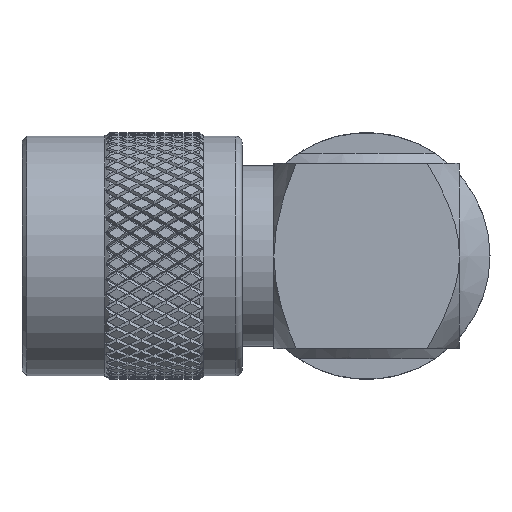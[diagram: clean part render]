
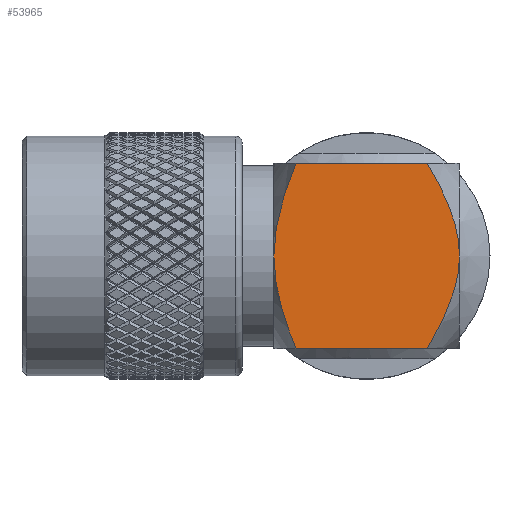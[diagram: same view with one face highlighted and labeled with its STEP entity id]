
A CAD part, left-side view. The second image highlights one B-rep face of the part: STEP entity #53965.
In plain terms, the highlighted planar face has unit normal (-1, 0, 0).
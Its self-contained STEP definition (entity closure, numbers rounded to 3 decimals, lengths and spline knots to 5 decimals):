
#3785 = CARTESIAN_POINT ( 'NONE',  ( -0.2815, 0.24818, 0.19015 ) ) ;
#4575 = CARTESIAN_POINT ( 'NONE',  ( -0.2815, -0.20875, -0.238 ) ) ;
#4808 = PLANE ( 'NONE',  #23807 ) ;
#5066 = EDGE_CURVE ( 'NONE', #85554, #9825, #20044, .T. ) ;
#5091 = FACE_OUTER_BOUND ( 'NONE', #44892, .T. ) ;
#5550 = B_SPLINE_CURVE_WITH_KNOTS ( 'NONE', 3,
 ( #83680, #47437, #18011, #76569, #91685, #64465, #42615, #19283, #49330, #4575, #34988, #19918 ),
 .UNSPECIFIED., .F., .F.,
 ( 4, 2, 2, 2, 2, 4 ),
 ( 0.02642, 0.02738, 0.02833, 0.03023, 0.03214, 0.03404 ),
 .UNSPECIFIED. ) ;
#6665 = CARTESIAN_POINT ( 'NONE',  ( -0.2815, 0.27789, -0.06078 ) ) ;
#6927 = CARTESIAN_POINT ( 'NONE',  ( -0.2815, 0.21418, -0.2815 ) ) ;
#9825 = VERTEX_POINT ( 'NONE', #80187 ) ;
#12388 = CARTESIAN_POINT ( 'NONE',  ( -0.2815, -0.20881, 0.2379 ) ) ;
#12700 = CARTESIAN_POINT ( 'NONE',  ( -0.2815, -0.2815, 0. ) ) ;
#17842 = CARTESIAN_POINT ( 'NONE',  ( -0.2815, 0.21418, 0.2815 ) ) ;
#18011 = CARTESIAN_POINT ( 'NONE',  ( -0.2815, -0.2808, -0.02503 ) ) ;
#19283 = CARTESIAN_POINT ( 'NONE',  ( -0.2815, -0.24223, -0.17021 ) ) ;
#19918 = CARTESIAN_POINT ( 'NONE',  ( -0.2815, -0.18366, -0.2815 ) ) ;
#20044 = B_SPLINE_CURVE_WITH_KNOTS ( 'NONE', 3,
 ( #70958, #92451, #12388, #33852, #92781, #55234, #55868, #62674, #56509, #78302, #70023, #12700 ),
 .UNSPECIFIED., .F., .F.,
 ( 4, 2, 2, 2, 2, 4 ),
 ( 0.01881, 0.02071, 0.02262, 0.02452, 0.02547, 0.02642 ),
 .UNSPECIFIED. ) ;
#21009 = EDGE_CURVE ( 'NONE', #9825, #91511, #5550, .T. ) ;
#22268 = ORIENTED_EDGE ( 'NONE', *, *, #34145, .F. ) ;
#23807 = AXIS2_PLACEMENT_3D ( 'NONE', #92877, #85784, #40648 ) ;
#25162 = B_SPLINE_CURVE_WITH_KNOTS ( 'NONE', 3,
 ( #48600, #78076, #29401, #65936, #86706, #6665, #87016, #50488, #65618, #35809 ),
 .UNSPECIFIED., .F., .F.,
 ( 4, 2, 2, 2, 4 ),
 ( 0.00793, 0.01162, 0.01347, 0.01439, 0.01532 ),
 .UNSPECIFIED. ) ;
#25574 = ORIENTED_EDGE ( 'NONE', *, *, #28506, .F. ) ;
#25995 = CARTESIAN_POINT ( 'NONE',  ( -0.2815, -0.2815, 0.2815 ) ) ;
#27556 = DIRECTION ( 'NONE',  ( 0., -1., 0. ) ) ;
#28156 = CARTESIAN_POINT ( 'NONE',  ( -0.2815, 0.2815, 0. ) ) ;
#28506 = EDGE_CURVE ( 'NONE', #33180, #66559, #56629, .T. ) ;
#29401 = CARTESIAN_POINT ( 'NONE',  ( -0.2815, 0.24922, -0.19062 ) ) ;
#33180 = VERTEX_POINT ( 'NONE', #28156 ) ;
#33852 = CARTESIAN_POINT ( 'NONE',  ( -0.2815, -0.23168, 0.19304 ) ) ;
#33943 = ORIENTED_EDGE ( 'NONE', *, *, #5066, .F. ) ;
#34145 = EDGE_CURVE ( 'NONE', #66559, #85554, #60130, .T. ) ;
#34988 = CARTESIAN_POINT ( 'NONE',  ( -0.2815, -0.19646, -0.25992 ) ) ;
#35809 = CARTESIAN_POINT ( 'NONE',  ( -0.2815, 0.2815, 0. ) ) ;
#36306 = CARTESIAN_POINT ( 'NONE',  ( -0.2815, -0.18366, -0.2815 ) ) ;
#39173 = DIRECTION ( 'NONE',  ( 0., -1., 0. ) ) ;
#39621 = CARTESIAN_POINT ( 'NONE',  ( -0.2815, 0.2815, 0. ) ) ;
#40648 = DIRECTION ( 'NONE',  ( 0., 0., -1. ) ) ;
#40955 = ORIENTED_EDGE ( 'NONE', *, *, #21009, .F. ) ;
#41657 = VECTOR ( 'NONE', #39173, 39.37008 ) ;
#42615 = CARTESIAN_POINT ( 'NONE',  ( -0.2815, -0.26035, -0.12352 ) ) ;
#44892 = EDGE_LOOP ( 'NONE', ( #33943, #22268, #25574, #61950, #59285, #40955 ) ) ;
#46953 = CARTESIAN_POINT ( 'NONE',  ( -0.2815, 0.2321, 0.23628 ) ) ;
#47437 = CARTESIAN_POINT ( 'NONE',  ( -0.2815, -0.2815, -0.01251 ) ) ;
#47602 = LINE ( 'NONE', #94298, #41657 ) ;
#48600 = CARTESIAN_POINT ( 'NONE',  ( -0.2815, 0.21418, -0.2815 ) ) ;
#49330 = CARTESIAN_POINT ( 'NONE',  ( -0.2815, -0.23167, -0.19308 ) ) ;
#50454 = EDGE_CURVE ( 'NONE', #73995, #91511, #47602, .T. ) ;
#50488 = CARTESIAN_POINT ( 'NONE',  ( -0.2815, 0.28104, -0.02433 ) ) ;
#53965 = ADVANCED_FACE ( 'NONE', ( #5091 ), #4808, .F. ) ;
#55074 = CARTESIAN_POINT ( 'NONE',  ( -0.2815, 0.21418, 0.2815 ) ) ;
#55234 = CARTESIAN_POINT ( 'NONE',  ( -0.2815, -0.26033, 0.12357 ) ) ;
#55452 = VECTOR ( 'NONE', #27556, 39.37008 ) ;
#55868 = CARTESIAN_POINT ( 'NONE',  ( -0.2815, -0.26794, 0.09967 ) ) ;
#56509 = CARTESIAN_POINT ( 'NONE',  ( -0.2815, -0.27803, 0.04998 ) ) ;
#56629 = B_SPLINE_CURVE_WITH_KNOTS ( 'NONE', 3,
 ( #39621, #83511, #90891, #75467, #3785, #46953, #91223, #17842 ),
 .UNSPECIFIED., .F., .F.,
 ( 4, 2, 2, 4 ),
 ( 0.01532, 0.01904, 0.02091, 0.02277 ),
 .UNSPECIFIED. ) ;
#59285 = ORIENTED_EDGE ( 'NONE', *, *, #50454, .T. ) ;
#60130 = LINE ( 'NONE', #25995, #55452 ) ;
#61901 = EDGE_CURVE ( 'NONE', #73995, #33180, #25162, .T. ) ;
#61950 = ORIENTED_EDGE ( 'NONE', *, *, #61901, .F. ) ;
#62674 = CARTESIAN_POINT ( 'NONE',  ( -0.2815, -0.27596, 0.06251 ) ) ;
#64465 = CARTESIAN_POINT ( 'NONE',  ( -0.2815, -0.26793, -0.09966 ) ) ;
#65618 = CARTESIAN_POINT ( 'NONE',  ( -0.2815, 0.2815, -0.01211 ) ) ;
#65936 = CARTESIAN_POINT ( 'NONE',  ( -0.2815, 0.26766, -0.12042 ) ) ;
#66559 = VERTEX_POINT ( 'NONE', #55074 ) ;
#70023 = CARTESIAN_POINT ( 'NONE',  ( -0.2815, -0.2815, 0.01251 ) ) ;
#70958 = CARTESIAN_POINT ( 'NONE',  ( -0.2815, -0.18366, 0.2815 ) ) ;
#73995 = VERTEX_POINT ( 'NONE', #6927 ) ;
#75467 = CARTESIAN_POINT ( 'NONE',  ( -0.2815, 0.25549, 0.16682 ) ) ;
#76549 = CARTESIAN_POINT ( 'NONE',  ( -0.2815, -0.18366, 0.2815 ) ) ;
#76569 = CARTESIAN_POINT ( 'NONE',  ( -0.2815, -0.27801, -0.05011 ) ) ;
#78076 = CARTESIAN_POINT ( 'NONE',  ( -0.2815, 0.23253, -0.23656 ) ) ;
#78302 = CARTESIAN_POINT ( 'NONE',  ( -0.2815, -0.2808, 0.02501 ) ) ;
#80187 = CARTESIAN_POINT ( 'NONE',  ( -0.2815, -0.2815, 0. ) ) ;
#83511 = CARTESIAN_POINT ( 'NONE',  ( -0.2815, 0.2815, 0.04884 ) ) ;
#83680 = CARTESIAN_POINT ( 'NONE',  ( -0.2815, -0.2815, 0. ) ) ;
#85554 = VERTEX_POINT ( 'NONE', #76549 ) ;
#85784 = DIRECTION ( 'NONE',  ( 1., 0., 0. ) ) ;
#86706 = CARTESIAN_POINT ( 'NONE',  ( -0.2815, 0.27269, -0.09677 ) ) ;
#87016 = CARTESIAN_POINT ( 'NONE',  ( -0.2815, 0.27923, -0.04869 ) ) ;
#90891 = CARTESIAN_POINT ( 'NONE',  ( -0.2815, 0.27392, 0.09648 ) ) ;
#91223 = CARTESIAN_POINT ( 'NONE',  ( -0.2815, 0.22337, 0.259 ) ) ;
#91511 = VERTEX_POINT ( 'NONE', #36306 ) ;
#91685 = CARTESIAN_POINT ( 'NONE',  ( -0.2815, -0.27592, -0.0627 ) ) ;
#92451 = CARTESIAN_POINT ( 'NONE',  ( -0.2815, -0.19647, 0.25991 ) ) ;
#92781 = CARTESIAN_POINT ( 'NONE',  ( -0.2815, -0.2422, 0.17026 ) ) ;
#92877 = CARTESIAN_POINT ( 'NONE',  ( -0.2815, -0.2815, 0.2815 ) ) ;
#94298 = CARTESIAN_POINT ( 'NONE',  ( -0.2815, -0.2815, -0.2815 ) ) ;
